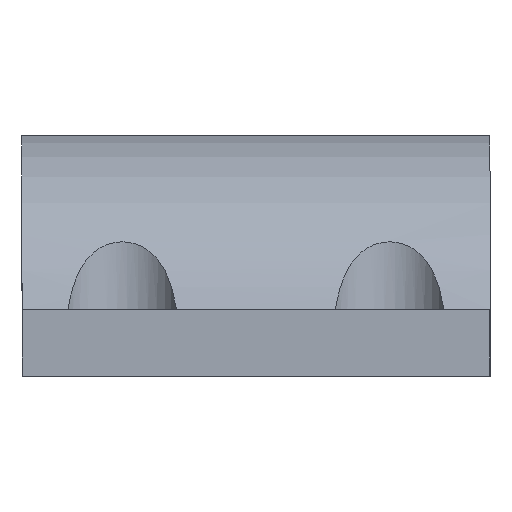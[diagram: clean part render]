
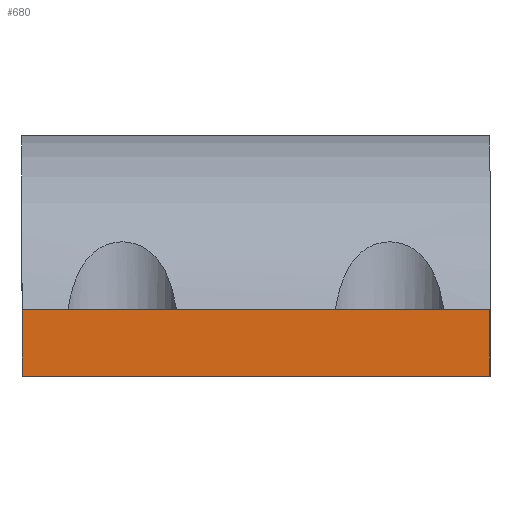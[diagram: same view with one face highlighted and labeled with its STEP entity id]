
A CAD part, left-side view. The second image highlights one B-rep face of the part: STEP entity #680.
In plain terms, the highlighted planar face has unit normal (-1, 0, 0).
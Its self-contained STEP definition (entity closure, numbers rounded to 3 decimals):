
#126 = VERTEX_POINT('',#127);
#127 = CARTESIAN_POINT('',(-25.017,0.,1.));
#133 = EDGE_CURVE('',#126,#134,#136,.T.);
#134 = VERTEX_POINT('',#135);
#135 = CARTESIAN_POINT('',(-25.017,0.,6.));
#136 = LINE('',#137,#138);
#137 = CARTESIAN_POINT('',(-25.017,0.,1.));
#138 = VECTOR('',#139,1.);
#139 = DIRECTION('',(0.,0.,1.));
#184 = VERTEX_POINT('',#185);
#185 = CARTESIAN_POINT('',(-25.017,-35.,1.));
#191 = EDGE_CURVE('',#184,#192,#194,.T.);
#192 = VERTEX_POINT('',#193);
#193 = CARTESIAN_POINT('',(-25.017,-35.,6.));
#194 = LINE('',#195,#196);
#195 = CARTESIAN_POINT('',(-25.017,-35.,1.));
#196 = VECTOR('',#197,1.);
#197 = DIRECTION('',(0.,0.,1.));
#647 = EDGE_CURVE('',#126,#184,#648,.T.);
#648 = LINE('',#649,#650);
#649 = CARTESIAN_POINT('',(-25.017,0.,1.));
#650 = VECTOR('',#651,1.);
#651 = DIRECTION('',(0.,-1.,0.));
#680 = ADVANCED_FACE('',(#681),#692,.T.);
#681 = FACE_BOUND('',#682,.T.);
#682 = EDGE_LOOP('',(#683,#684,#685,#691));
#683 = ORIENTED_EDGE('',*,*,#647,.T.);
#684 = ORIENTED_EDGE('',*,*,#191,.T.);
#685 = ORIENTED_EDGE('',*,*,#686,.F.);
#686 = EDGE_CURVE('',#134,#192,#687,.T.);
#687 = LINE('',#688,#689);
#688 = CARTESIAN_POINT('',(-25.017,0.,6.));
#689 = VECTOR('',#690,1.);
#690 = DIRECTION('',(0.,-1.,0.));
#691 = ORIENTED_EDGE('',*,*,#133,.F.);
#692 = PLANE('',#693);
#693 = AXIS2_PLACEMENT_3D('',#694,#695,#696);
#694 = CARTESIAN_POINT('',(-25.017,0.,1.));
#695 = DIRECTION('',(-1.,0.,0.));
#696 = DIRECTION('',(0.,0.,1.));
